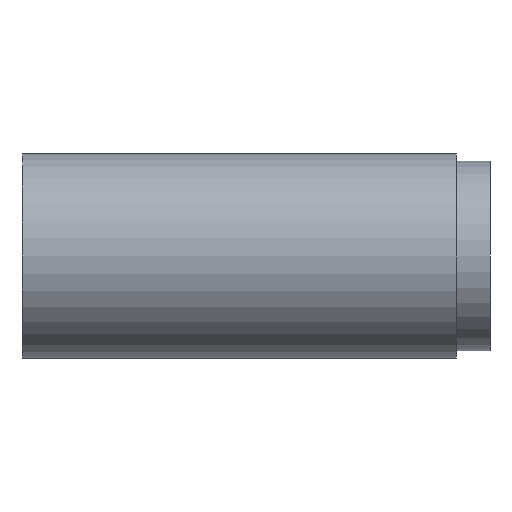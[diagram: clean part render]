
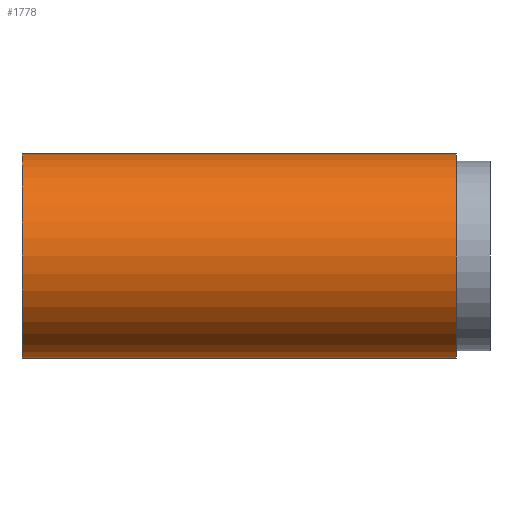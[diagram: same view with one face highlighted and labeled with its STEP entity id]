
A CAD part, left-side view. The second image highlights one B-rep face of the part: STEP entity #1778.
In plain terms, the highlighted cylindrical face has radius 28.4 mm (diameter 56.8 mm), a partial arc.
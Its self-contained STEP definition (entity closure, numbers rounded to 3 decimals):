
#59 = LINE ( 'NONE', #5013, #3421 ) ;
#245 = DIRECTION ( 'NONE',  ( 0., 0., 1. ) ) ;
#644 = ORIENTED_EDGE ( 'NONE', *, *, #2836, .T. ) ;
#701 = CIRCLE ( 'NONE', #1121, 28.4 ) ;
#1060 = EDGE_CURVE ( 'NONE', #2200, #3153, #701, .T. ) ;
#1121 = AXIS2_PLACEMENT_3D ( 'NONE', #4692, #1706, #245 ) ;
#1276 = LINE ( 'NONE', #3201, #3533 ) ;
#1336 = AXIS2_PLACEMENT_3D ( 'NONE', #5550, #3430, #2560 ) ;
#1466 = CARTESIAN_POINT ( 'NONE',  ( 0., 9.3, 28.4 ) ) ;
#1706 = DIRECTION ( 'NONE',  ( 0., 1., 0. ) ) ;
#1778 = ADVANCED_FACE ( 'NONE', ( #4312 ), #5725, .T. ) ;
#1785 = DIRECTION ( 'NONE',  ( 0., 0., 1. ) ) ;
#2120 = DIRECTION ( 'NONE',  ( 0., 1., 0. ) ) ;
#2200 = VERTEX_POINT ( 'NONE', #4151 ) ;
#2295 = EDGE_LOOP ( 'NONE', ( #3222, #3482, #644, #4155 ) ) ;
#2441 = CARTESIAN_POINT ( 'NONE',  ( 0., 129.8, 28.4 ) ) ;
#2560 = DIRECTION ( 'NONE',  ( 0., 0., -1. ) ) ;
#2805 = CARTESIAN_POINT ( 'NONE',  ( 0., 9.3, 0. ) ) ;
#2836 = EDGE_CURVE ( 'NONE', #3425, #3153, #1276, .T. ) ;
#2894 = VERTEX_POINT ( 'NONE', #4139 ) ;
#3102 = CIRCLE ( 'NONE', #1336, 28.4 ) ;
#3153 = VERTEX_POINT ( 'NONE', #2441 ) ;
#3201 = CARTESIAN_POINT ( 'NONE',  ( 0., 9.3, 28.4 ) ) ;
#3222 = ORIENTED_EDGE ( 'NONE', *, *, #4732, .F. ) ;
#3238 = DIRECTION ( 'NONE',  ( 0., 1., 0. ) ) ;
#3421 = VECTOR ( 'NONE', #2120, 1000. ) ;
#3425 = VERTEX_POINT ( 'NONE', #1466 ) ;
#3430 = DIRECTION ( 'NONE',  ( 0., -1., 0. ) ) ;
#3482 = ORIENTED_EDGE ( 'NONE', *, *, #5265, .F. ) ;
#3533 = VECTOR ( 'NONE', #3238, 1000. ) ;
#4139 = CARTESIAN_POINT ( 'NONE',  ( 0., 9.3, -28.4 ) ) ;
#4151 = CARTESIAN_POINT ( 'NONE',  ( 0., 129.8, -28.4 ) ) ;
#4155 = ORIENTED_EDGE ( 'NONE', *, *, #1060, .F. ) ;
#4245 = AXIS2_PLACEMENT_3D ( 'NONE', #2805, #6227, #1785 ) ;
#4312 = FACE_OUTER_BOUND ( 'NONE', #2295, .T. ) ;
#4692 = CARTESIAN_POINT ( 'NONE',  ( 0., 129.8, 0. ) ) ;
#4732 = EDGE_CURVE ( 'NONE', #2894, #2200, #59, .T. ) ;
#5013 = CARTESIAN_POINT ( 'NONE',  ( 0., 9.3, -28.4 ) ) ;
#5265 = EDGE_CURVE ( 'NONE', #3425, #2894, #3102, .T. ) ;
#5550 = CARTESIAN_POINT ( 'NONE',  ( 0., 9.3, 0. ) ) ;
#5725 = CYLINDRICAL_SURFACE ( 'NONE', #4245, 28.4 ) ;
#6227 = DIRECTION ( 'NONE',  ( 0., 1., 0. ) ) ;
